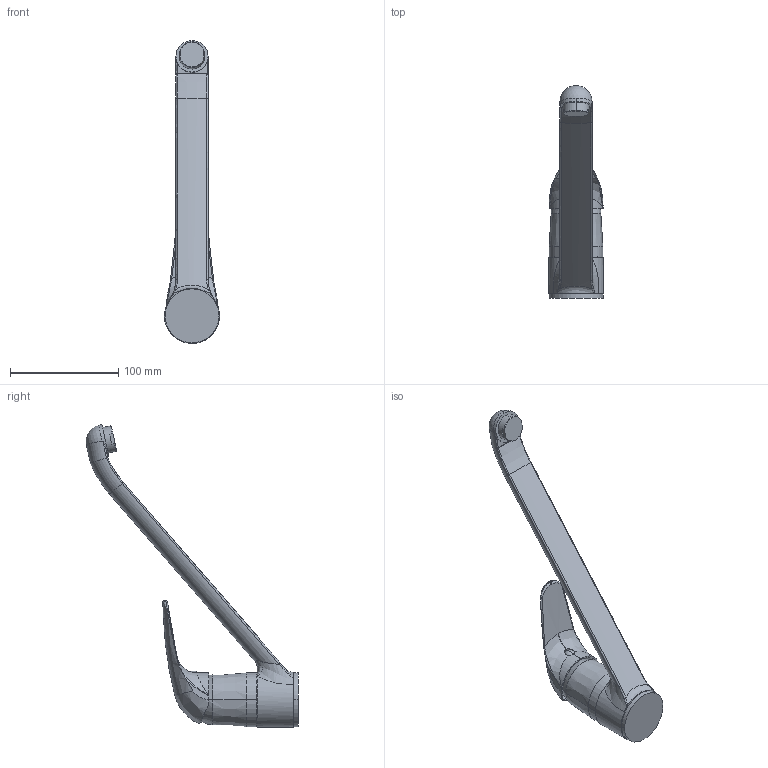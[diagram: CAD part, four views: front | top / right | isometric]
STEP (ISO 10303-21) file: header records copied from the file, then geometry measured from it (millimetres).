
FILE_DESCRIPTION((''),'2;1');
FILE_NAME('DU182CR','2021-11-09T13:47:50',('ut3'),('PAFFONI SpA'),'CREO PARAMETRIC BY PTC INC, 2020044','CREO PARAMETRIC BY PTC INC, 2020044','');
FILE_SCHEMA(('CONFIG_CONTROL_DESIGN','SHAPE_APPEARANCE_LAYERS_GROUPS'));
Length unit declared in the file: millimetre
Products named in the file (1): DU182CR
Bounding box: 50.95 x 196.38 x 280.17 mm (x, y, z)
Volume: 332023 mm3; surface area: 55083.5 mm2
Topology: 1 solids, 1 shells, 115 faces, 283 edges, 174 vertices
Faces by surface type: bspline 39, cylinder 38, plane 23, cone 6, sphere 5, torus 4
Entity records: 8029 total; most frequent: CARTESIAN_POINT 4765, ORIENTED_EDGE 560, DIRECTION 416, EDGE_CURVE 280, AXIS2_PLACEMENT_3D 178, VERTEX_POINT 174, EDGE_LOOP 122, B_SPLINE_CURVE_WITH_KNOTS 118
